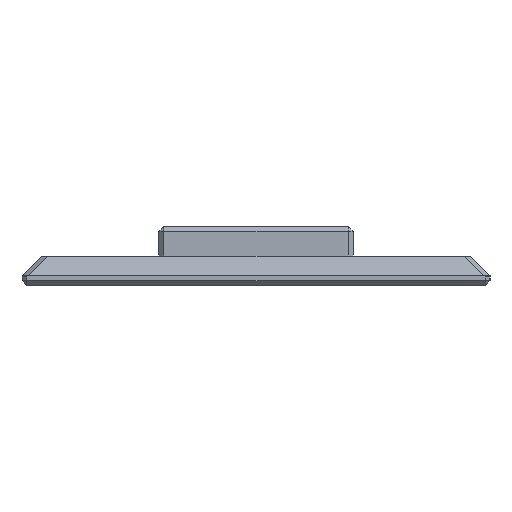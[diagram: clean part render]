
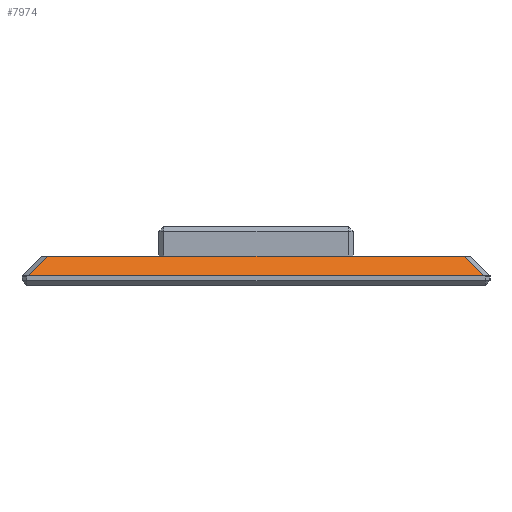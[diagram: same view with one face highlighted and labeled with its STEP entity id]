
A CAD part, left-side view. The second image highlights one B-rep face of the part: STEP entity #7974.
In plain terms, the highlighted planar face has unit normal (-0.707, 0, 0.707).
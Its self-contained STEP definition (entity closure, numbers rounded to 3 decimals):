
#692 = PLANE('',#693);
#693 = AXIS2_PLACEMENT_3D('',#694,#695,#696);
#694 = CARTESIAN_POINT('',(50.,25.,3.));
#695 = DIRECTION('',(0.,0.,1.));
#696 = DIRECTION('',(0.,1.,0.));
#1843 = VERTEX_POINT('',#1844);
#1844 = CARTESIAN_POINT('',(3.2,46.188,3.));
#1858 = PLANE('',#1859);
#1859 = AXIS2_PLACEMENT_3D('',#1860,#1861,#1862);
#1860 = CARTESIAN_POINT('',(3.302,46.698,
    2.796));
#1861 = DIRECTION('',(0.408,-0.408,-0.816));
#1862 = DIRECTION('',(0.577,-0.577,0.577));
#1870 = EDGE_CURVE('',#1871,#1843,#1873,.T.);
#1871 = VERTEX_POINT('',#1872);
#1872 = CARTESIAN_POINT('',(3.2,3.812,3.));
#1873 = SURFACE_CURVE('',#1874,(#1878,#1885),.PCURVE_S1.);
#1874 = LINE('',#1875,#1876);
#1875 = CARTESIAN_POINT('',(3.2,1.2,3.));
#1876 = VECTOR('',#1877,1.);
#1877 = DIRECTION('',(0.,1.,0.));
#1878 = PCURVE('',#692,#1879);
#1879 = DEFINITIONAL_REPRESENTATION('',(#1880),#1884);
#1880 = LINE('',#1881,#1882);
#1881 = CARTESIAN_POINT('',(-23.8,46.8));
#1882 = VECTOR('',#1883,1.);
#1883 = DIRECTION('',(1.,0.));
#1884 = ( GEOMETRIC_REPRESENTATION_CONTEXT(2) 
PARAMETRIC_REPRESENTATION_CONTEXT() REPRESENTATION_CONTEXT('2D SPACE',''
  ) );
#1885 = PCURVE('',#1886,#1891);
#1886 = PLANE('',#1887);
#1887 = AXIS2_PLACEMENT_3D('',#1888,#1889,#1890);
#1888 = CARTESIAN_POINT('',(2.2,1.2,2.));
#1889 = DIRECTION('',(-0.707,0.,0.707));
#1890 = DIRECTION('',(0.,1.,0.));
#1891 = DEFINITIONAL_REPRESENTATION('',(#1892),#1896);
#1892 = LINE('',#1893,#1894);
#1893 = CARTESIAN_POINT('',(0.,-1.414));
#1894 = VECTOR('',#1895,1.);
#1895 = DIRECTION('',(1.,0.));
#1896 = ( GEOMETRIC_REPRESENTATION_CONTEXT(2) 
PARAMETRIC_REPRESENTATION_CONTEXT() REPRESENTATION_CONTEXT('2D SPACE',''
  ) );
#1914 = PLANE('',#1915);
#1915 = AXIS2_PLACEMENT_3D('',#1916,#1917,#1918);
#1916 = CARTESIAN_POINT('',(3.302,3.302,2.796
    ));
#1917 = DIRECTION('',(-0.408,-0.408,0.816));
#1918 = DIRECTION('',(-0.577,-0.577,-0.577));
#7294 = PLANE('',#7295);
#7295 = AXIS2_PLACEMENT_3D('',#7296,#7297,#7298);
#7296 = CARTESIAN_POINT('',(1.2,1.2,0.));
#7297 = DIRECTION('',(-1.,0.,0.));
#7298 = DIRECTION('',(0.,1.,0.));
#7931 = VERTEX_POINT('',#7932);
#7932 = CARTESIAN_POINT('',(1.2,48.188,1.));
#7954 = EDGE_CURVE('',#1843,#7931,#7955,.T.);
#7955 = SURFACE_CURVE('',#7956,(#7960,#7967),.PCURVE_S1.);
#7956 = LINE('',#7957,#7958);
#7957 = CARTESIAN_POINT('',(2.996,46.392,
    2.796));
#7958 = VECTOR('',#7959,1.);
#7959 = DIRECTION('',(-0.577,0.577,-0.577));
#7960 = PCURVE('',#1858,#7961);
#7961 = DEFINITIONAL_REPRESENTATION('',(#7962),#7966);
#7962 = LINE('',#7963,#7964);
#7963 = CARTESIAN_POINT('',(0.,0.433));
#7964 = VECTOR('',#7965,1.);
#7965 = DIRECTION('',(-1.,0.));
#7966 = ( GEOMETRIC_REPRESENTATION_CONTEXT(2) 
PARAMETRIC_REPRESENTATION_CONTEXT() REPRESENTATION_CONTEXT('2D SPACE',''
  ) );
#7967 = PCURVE('',#1886,#7968);
#7968 = DEFINITIONAL_REPRESENTATION('',(#7969),#7973);
#7969 = LINE('',#7970,#7971);
#7970 = CARTESIAN_POINT('',(45.192,-1.126));
#7971 = VECTOR('',#7972,1.);
#7972 = DIRECTION('',(0.577,0.816));
#7973 = ( GEOMETRIC_REPRESENTATION_CONTEXT(2) 
PARAMETRIC_REPRESENTATION_CONTEXT() REPRESENTATION_CONTEXT('2D SPACE',''
  ) );
#7974 = ADVANCED_FACE('',(#7975),#1886,.T.);
#7975 = FACE_BOUND('',#7976,.T.);
#7976 = EDGE_LOOP('',(#7977,#7978,#7979,#8002));
#7977 = ORIENTED_EDGE('',*,*,#1870,.T.);
#7978 = ORIENTED_EDGE('',*,*,#7954,.T.);
#7979 = ORIENTED_EDGE('',*,*,#7980,.F.);
#7980 = EDGE_CURVE('',#7981,#7931,#7983,.T.);
#7981 = VERTEX_POINT('',#7982);
#7982 = CARTESIAN_POINT('',(1.2,1.812,1.));
#7983 = SURFACE_CURVE('',#7984,(#7988,#7995),.PCURVE_S1.);
#7984 = LINE('',#7985,#7986);
#7985 = CARTESIAN_POINT('',(1.2,1.2,1.));
#7986 = VECTOR('',#7987,1.);
#7987 = DIRECTION('',(0.,1.,0.));
#7988 = PCURVE('',#1886,#7989);
#7989 = DEFINITIONAL_REPRESENTATION('',(#7990),#7994);
#7990 = LINE('',#7991,#7992);
#7991 = CARTESIAN_POINT('',(0.,1.414));
#7992 = VECTOR('',#7993,1.);
#7993 = DIRECTION('',(1.,0.));
#7994 = ( GEOMETRIC_REPRESENTATION_CONTEXT(2) 
PARAMETRIC_REPRESENTATION_CONTEXT() REPRESENTATION_CONTEXT('2D SPACE',''
  ) );
#7995 = PCURVE('',#7294,#7996);
#7996 = DEFINITIONAL_REPRESENTATION('',(#7997),#8001);
#7997 = LINE('',#7998,#7999);
#7998 = CARTESIAN_POINT('',(0.,-1.));
#7999 = VECTOR('',#8000,1.);
#8000 = DIRECTION('',(1.,0.));
#8001 = ( GEOMETRIC_REPRESENTATION_CONTEXT(2) 
PARAMETRIC_REPRESENTATION_CONTEXT() REPRESENTATION_CONTEXT('2D SPACE',''
  ) );
#8002 = ORIENTED_EDGE('',*,*,#8003,.F.);
#8003 = EDGE_CURVE('',#1871,#7981,#8004,.T.);
#8004 = SURFACE_CURVE('',#8005,(#8009,#8016),.PCURVE_S1.);
#8005 = LINE('',#8006,#8007);
#8006 = CARTESIAN_POINT('',(2.996,3.608,2.796
    ));
#8007 = VECTOR('',#8008,1.);
#8008 = DIRECTION('',(-0.577,-0.577,-0.577));
#8009 = PCURVE('',#1886,#8010);
#8010 = DEFINITIONAL_REPRESENTATION('',(#8011),#8015);
#8011 = LINE('',#8012,#8013);
#8012 = CARTESIAN_POINT('',(2.408,-1.126));
#8013 = VECTOR('',#8014,1.);
#8014 = DIRECTION('',(-0.577,0.816));
#8015 = ( GEOMETRIC_REPRESENTATION_CONTEXT(2) 
PARAMETRIC_REPRESENTATION_CONTEXT() REPRESENTATION_CONTEXT('2D SPACE',''
  ) );
#8016 = PCURVE('',#1914,#8017);
#8017 = DEFINITIONAL_REPRESENTATION('',(#8018),#8022);
#8018 = LINE('',#8019,#8020);
#8019 = CARTESIAN_POINT('',(0.,-0.433));
#8020 = VECTOR('',#8021,1.);
#8021 = DIRECTION('',(1.,0.));
#8022 = ( GEOMETRIC_REPRESENTATION_CONTEXT(2) 
PARAMETRIC_REPRESENTATION_CONTEXT() REPRESENTATION_CONTEXT('2D SPACE',''
  ) );
